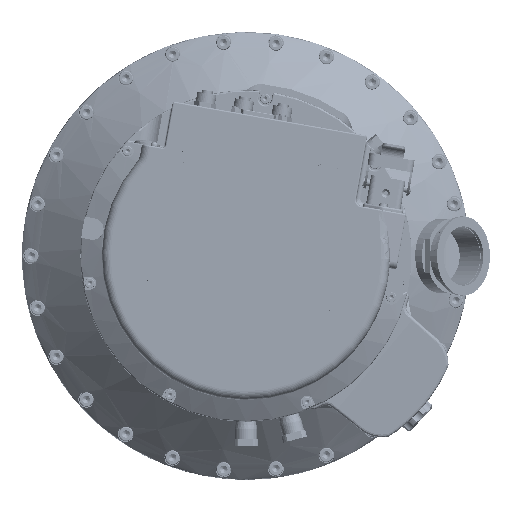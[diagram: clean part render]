
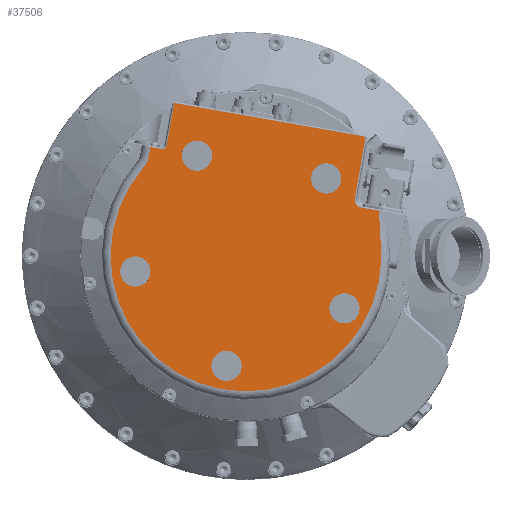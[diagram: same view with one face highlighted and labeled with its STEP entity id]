
A CAD part, front view. The second image highlights one B-rep face of the part: STEP entity #37506.
In plain terms, the highlighted planar face has unit normal (0, -1, 0).
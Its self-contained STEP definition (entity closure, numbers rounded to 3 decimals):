
#32077=CARTESIAN_POINT('',(83.145,-79.5,82.82));
#32078=VERTEX_POINT('',#32077);
#32104=CARTESIAN_POINT('',(-49.804,-79.5,106.263));
#32105=VERTEX_POINT('',#32104);
#32113=CARTESIAN_POINT('',(83.145,-79.5,82.82));
#32114=DIRECTION('',(-0.985,0.0,0.174));
#32115=VECTOR('',#32114,135.);
#32116=LINE('',#32113,#32115);
#32117=EDGE_CURVE('',#32078,#32105,#32116,.T.);
#32965=CARTESIAN_POINT('',(-66.368,-79.5,75.674));
#32966=VERTEX_POINT('',#32965);
#33009=CARTESIAN_POINT('',(-67.531,-79.5,69.077));
#33010=VERTEX_POINT('',#33009);
#33018=CARTESIAN_POINT('',(-66.368,-79.5,75.674));
#33019=DIRECTION('',(-0.174,0.0,-0.985));
#33020=VECTOR('',#33019,6.699);
#33021=LINE('',#33018,#33020);
#33022=EDGE_CURVE('',#32966,#33010,#33021,.T.);
#33041=CARTESIAN_POINT('',(-71.173,-79.5,61.403));
#33042=VERTEX_POINT('',#33041);
#33050=CARTESIAN_POINT('',(-83.288,-79.5,71.855));
#33051=DIRECTION('',(0.,1.,0.));
#33052=DIRECTION('',(-0.985,0.,0.174));
#33053=AXIS2_PLACEMENT_3D('',#33050,#33051,#33052);
#33054=CIRCLE('',#33053,16.0);
#33055=EDGE_CURVE('',#33010,#33042,#33054,.T.);
#33075=CARTESIAN_POINT('',(93.978,-79.5,-2.033));
#33076=VERTEX_POINT('',#33075);
#33084=CARTESIAN_POINT('',(0.,-79.5,0.));
#33085=DIRECTION('',(0.,-1.0,0.));
#33086=DIRECTION('',(-0.985,0.,0.174));
#33087=AXIS2_PLACEMENT_3D('',#33084,#33085,#33086);
#33088=CIRCLE('',#33087,94.);
#33089=EDGE_CURVE('',#33042,#33076,#33088,.T.);
#33152=CARTESIAN_POINT('',(92.924,-79.5,31.34));
#33153=VERTEX_POINT('',#33152);
#33166=CARTESIAN_POINT('',(93.978,-79.5,-2.033));
#33167=CARTESIAN_POINT('',(94.099,-79.5,3.552));
#33168=CARTESIAN_POINT('',(93.753,-79.5,9.128));
#33169=CARTESIAN_POINT('',(93.036,-79.5,17.466));
#33170=CARTESIAN_POINT('',(92.762,-79.5,20.244));
#33171=CARTESIAN_POINT('',(92.493,-79.5,24.419));
#33172=CARTESIAN_POINT('',(92.427,-79.5,25.815));
#33173=CARTESIAN_POINT('',(92.455,-79.5,28.593));
#33174=CARTESIAN_POINT('',(92.503,-79.5,29.98));
#33175=CARTESIAN_POINT('',(92.924,-79.5,31.34));
#33176=B_SPLINE_CURVE_WITH_KNOTS('',3,(#33166,#33167,#33168,#33169,#33170,#33171,#33172,#33173,#33174,#33175),.UNSPECIFIED.,.F.,.U.,(4,2,2,2,4),(0.0,0.5,0.75,0.875,1.0),.UNSPECIFIED.);
#33177=EDGE_CURVE('',#33076,#33153,#33176,.T.);
#33244=CARTESIAN_POINT('',(-58.489,-79.5,74.285));
#33245=VERTEX_POINT('',#33244);
#33246=CARTESIAN_POINT('',(-58.489,-79.5,74.285));
#33247=DIRECTION('',(-0.985,0.0,0.174));
#33248=VECTOR('',#33247,8.);
#33249=LINE('',#33246,#33248);
#33250=EDGE_CURVE('',#33245,#32966,#33249,.T.);
#33267=CARTESIAN_POINT('',(-55.014,-79.5,76.719));
#33268=VERTEX_POINT('',#33267);
#33286=CARTESIAN_POINT('',(-57.968,-79.5,77.24));
#33287=DIRECTION('',(0.,1.,0.));
#33288=DIRECTION('',(-0.985,0.,0.174));
#33289=AXIS2_PLACEMENT_3D('',#33286,#33287,#33288);
#33290=CIRCLE('',#33289,3.);
#33291=EDGE_CURVE('',#33268,#33245,#33290,.T.);
#33301=CARTESIAN_POINT('',(-49.804,-79.5,106.263));
#33302=DIRECTION('',(-0.174,0.,-0.985));
#33303=VECTOR('',#33302,30.);
#33304=LINE('',#33301,#33303);
#33305=EDGE_CURVE('',#32105,#33268,#33304,.T.);
#34100=CARTESIAN_POINT('',(-87.086,-79.5,-8.963));
#34101=VERTEX_POINT('',#34100);
#34102=CARTESIAN_POINT('',(-76.746,-79.5,-10.786));
#34103=DIRECTION('',(0.,-1.0,0.));
#34104=DIRECTION('',(-0.985,0.,0.174));
#34105=AXIS2_PLACEMENT_3D('',#34102,#34103,#34104);
#34106=CIRCLE('',#34105,10.5);
#34107=EDGE_CURVE('',#34101,#34101,#34106,.T.);
#34140=CARTESIAN_POINT('',(-44.314,-79.5,71.48));
#34141=VERTEX_POINT('',#34140);
#34142=CARTESIAN_POINT('',(-33.974,-79.5,69.657));
#34143=DIRECTION('',(0.,-1.0,0.));
#34144=DIRECTION('',(-0.985,0.,0.174));
#34145=AXIS2_PLACEMENT_3D('',#34142,#34143,#34144);
#34146=CIRCLE('',#34145,10.5);
#34147=EDGE_CURVE('',#34141,#34141,#34146,.T.);
#34180=CARTESIAN_POINT('',(45.408,-79.5,55.659));
#34181=VERTEX_POINT('',#34180);
#34182=CARTESIAN_POINT('',(55.749,-79.5,53.836));
#34183=DIRECTION('',(0.,-1.0,0.));
#34184=DIRECTION('',(-0.985,0.,0.174));
#34185=AXIS2_PLACEMENT_3D('',#34182,#34183,#34184);
#34186=CIRCLE('',#34185,10.5);
#34187=EDGE_CURVE('',#34181,#34181,#34186,.T.);
#34220=CARTESIAN_POINT('',(58.088,-79.5,-34.561));
#34221=VERTEX_POINT('',#34220);
#34222=CARTESIAN_POINT('',(68.428,-79.5,-36.384));
#34223=DIRECTION('',(0.,-1.0,0.));
#34224=DIRECTION('',(-0.985,0.,0.174));
#34225=AXIS2_PLACEMENT_3D('',#34222,#34223,#34224);
#34226=CIRCLE('',#34225,10.5);
#34227=EDGE_CURVE('',#34221,#34221,#34226,.T.);
#34297=CARTESIAN_POINT('',(-23.798,-79.5,-74.499));
#34298=VERTEX_POINT('',#34297);
#34299=CARTESIAN_POINT('',(-13.458,-79.5,-76.323));
#34300=DIRECTION('',(0.,-1.0,0.));
#34301=DIRECTION('',(-0.985,0.,0.174));
#34302=AXIS2_PLACEMENT_3D('',#34299,#34300,#34301);
#34303=CIRCLE('',#34302,10.5);
#34304=EDGE_CURVE('',#34298,#34298,#34303,.T.);
#36237=CARTESIAN_POINT('',(75.591,-79.5,39.981));
#36238=VERTEX_POINT('',#36237);
#36239=CARTESIAN_POINT('',(75.591,-79.5,39.981));
#36240=DIRECTION('',(0.174,0.,0.985));
#36241=VECTOR('',#36240,43.5);
#36242=LINE('',#36239,#36241);
#36243=EDGE_CURVE('',#36238,#32078,#36242,.T.);
#36260=CARTESIAN_POINT('',(80.052,-79.5,33.61));
#36261=VERTEX_POINT('',#36260);
#36279=CARTESIAN_POINT('',(81.007,-79.5,39.026));
#36280=DIRECTION('',(0.,1.0,0.));
#36281=DIRECTION('',(-0.985,0.,0.174));
#36282=AXIS2_PLACEMENT_3D('',#36279,#36280,#36281);
#36283=CIRCLE('',#36282,5.5);
#36284=EDGE_CURVE('',#36261,#36238,#36283,.T.);
#36294=CARTESIAN_POINT('',(92.924,-79.5,31.34));
#36295=DIRECTION('',(-0.985,0.0,0.174));
#36296=VECTOR('',#36295,13.07);
#36297=LINE('',#36294,#36296);
#36298=EDGE_CURVE('',#33153,#36261,#36297,.T.);
#37473=CARTESIAN_POINT('',(-50.615,-79.5,107.421));
#37474=DIRECTION('',(0.0,-1.0,0.0));
#37475=DIRECTION('',(0.0,0.0,-1.0));
#37476=AXIS2_PLACEMENT_3D('',#37473,#37474,#37475);
#37477=PLANE('',#37476);
#37478=ORIENTED_EDGE('',*,*,#36243,.T.);
#37479=ORIENTED_EDGE('',*,*,#32117,.T.);
#37480=ORIENTED_EDGE('',*,*,#33305,.T.);
#37481=ORIENTED_EDGE('',*,*,#33291,.T.);
#37482=ORIENTED_EDGE('',*,*,#33250,.T.);
#37483=ORIENTED_EDGE('',*,*,#33022,.T.);
#37484=ORIENTED_EDGE('',*,*,#33055,.T.);
#37485=ORIENTED_EDGE('',*,*,#33089,.T.);
#37486=ORIENTED_EDGE('',*,*,#33177,.T.);
#37487=ORIENTED_EDGE('',*,*,#36298,.T.);
#37488=ORIENTED_EDGE('',*,*,#36284,.T.);
#37489=EDGE_LOOP('',(#37478,#37479,#37480,#37481,#37482,#37483,#37484,#37485,#37486,#37487,#37488));
#37490=FACE_OUTER_BOUND('',#37489,.T.);
#37491=ORIENTED_EDGE('',*,*,#34107,.F.);
#37492=EDGE_LOOP('',(#37491));
#37493=FACE_BOUND('',#37492,.T.);
#37494=ORIENTED_EDGE('',*,*,#34147,.F.);
#37495=EDGE_LOOP('',(#37494));
#37496=FACE_BOUND('',#37495,.T.);
#37497=ORIENTED_EDGE('',*,*,#34187,.F.);
#37498=EDGE_LOOP('',(#37497));
#37499=FACE_BOUND('',#37498,.T.);
#37500=ORIENTED_EDGE('',*,*,#34227,.F.);
#37501=EDGE_LOOP('',(#37500));
#37502=FACE_BOUND('',#37501,.T.);
#37503=ORIENTED_EDGE('',*,*,#34304,.F.);
#37504=EDGE_LOOP('',(#37503));
#37505=FACE_BOUND('',#37504,.T.);
#37506=ADVANCED_FACE('',(#37490,#37493,#37496,#37499,#37502,#37505),#37477,.T.);
